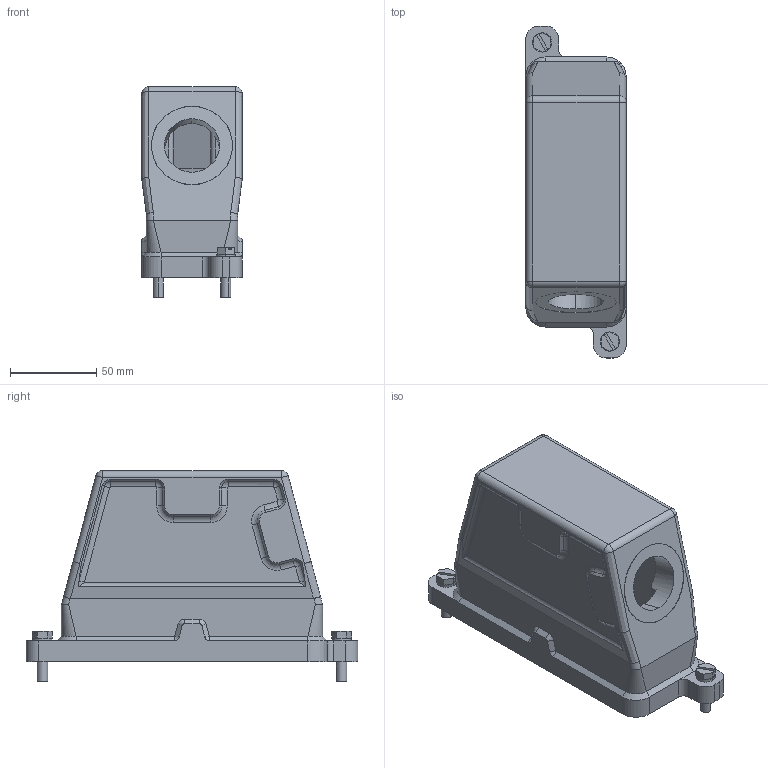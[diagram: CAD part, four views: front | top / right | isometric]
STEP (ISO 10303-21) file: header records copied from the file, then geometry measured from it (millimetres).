
FILE_DESCRIPTION(('Creo Elements/Direct Modeling STEP Export'),'2;1');
FILE_NAME('model.stp','2019-09-13T 9:02:52',(''),(''),'Creo Elements/Direct Modeling STEP processor for AP214 (Solid Model)','Creo Elements/Direct Modeling 20.1A 29-Sep-2018 (C) Parametric Technology GmbH','');
FILE_SCHEMA(('AUTOMOTIVE_DESIGN { 1 0 10303 214 1 1 1 1 }'));
Length unit declared in the file: millimetre
Products named in the file (2): HC_HPR_B24_HHWH_1STM32_EM_BK-select
Assembly tree (1 placements, depth 2):
  HC_HPR_B24_HHWH_1STM32_EM_BK-select
    HC_HPR_B24_HHWH_1STM32_EM_BK-select
Bounding box: 58 x 192 x 121.9 mm (x, y, z)
Volume: 247663.3 mm3; surface area: 99005.1 mm2
Topology: 1 solids, 1 shells, 337 faces, 859 edges, 528 vertices
Faces by surface type: plane 157, cylinder 106, cone 32, bspline 18, torus 16, sphere 8
Entity records: 17880 total; most frequent: CARTESIAN_POINT 7450, ORIENTED_EDGE 1702, DIRECTION 1531, EDGE_CURVE 851, AXIS2_PLACEMENT_3D 528, VERTEX_POINT 528, VECTOR 475, LINE 475
